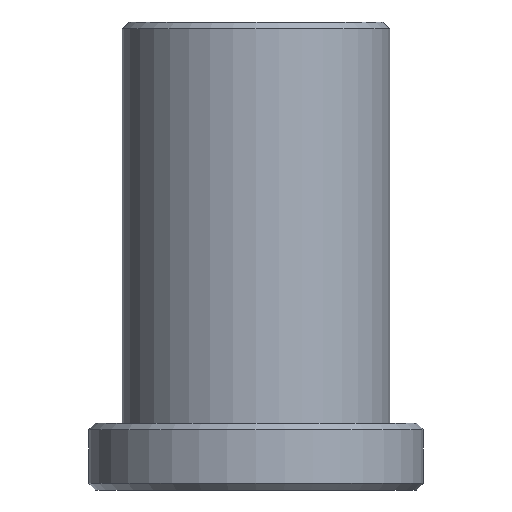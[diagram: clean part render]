
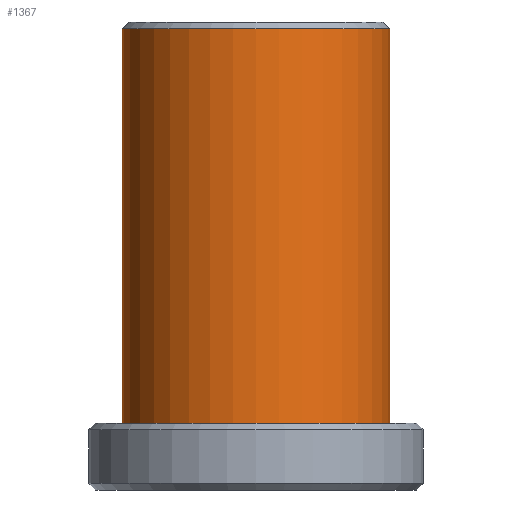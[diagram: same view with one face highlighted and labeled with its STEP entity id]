
A CAD part, front view. The second image highlights one B-rep face of the part: STEP entity #1367.
In plain terms, the highlighted cylindrical face has radius 6 mm (diameter 12 mm), a partial arc.
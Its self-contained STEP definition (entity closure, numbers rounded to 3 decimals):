
#42 = DIRECTION ( 'NONE',  ( 0., 0., -1. ) ) ;
#77 = AXIS2_PLACEMENT_3D ( 'NONE', #299, #102, #547 ) ;
#102 = DIRECTION ( 'NONE',  ( 0., 0., -1. ) ) ;
#105 = DIRECTION ( 'NONE',  ( 0., 0., -1. ) ) ;
#132 = VERTEX_POINT ( 'NONE', #292 ) ;
#181 = EDGE_CURVE ( 'NONE', #660, #294, #186, .T. ) ;
#186 = CIRCLE ( 'NONE', #569, 6. ) ;
#208 = ORIENTED_EDGE ( 'NONE', *, *, #528, .F. ) ;
#292 = CARTESIAN_POINT ( 'NONE',  ( -6., 0., 3. ) ) ;
#294 = VERTEX_POINT ( 'NONE', #590 ) ;
#299 = CARTESIAN_POINT ( 'NONE',  ( 0., 0., 3. ) ) ;
#318 = ORIENTED_EDGE ( 'NONE', *, *, #1242, .T. ) ;
#361 = CARTESIAN_POINT ( 'NONE',  ( 6., 0., 21. ) ) ;
#375 = FACE_OUTER_BOUND ( 'NONE', #1003, .T. ) ;
#528 = EDGE_CURVE ( 'NONE', #859, #132, #627, .T. ) ;
#534 = CARTESIAN_POINT ( 'NONE',  ( 0., 0., 20.7 ) ) ;
#547 = DIRECTION ( 'NONE',  ( -1., 0., 0. ) ) ;
#569 = AXIS2_PLACEMENT_3D ( 'NONE', #534, #42, #1273 ) ;
#584 = DIRECTION ( 'NONE',  ( -1., 0., 0. ) ) ;
#590 = CARTESIAN_POINT ( 'NONE',  ( -6., 0., 20.7 ) ) ;
#627 = CIRCLE ( 'NONE', #77, 6. ) ;
#660 = VERTEX_POINT ( 'NONE', #1317 ) ;
#705 = LINE ( 'NONE', #361, #1245 ) ;
#786 = AXIS2_PLACEMENT_3D ( 'NONE', #904, #1230, #584 ) ;
#809 = CARTESIAN_POINT ( 'NONE',  ( 6., 0., 3. ) ) ;
#859 = VERTEX_POINT ( 'NONE', #809 ) ;
#904 = CARTESIAN_POINT ( 'NONE',  ( 0., 0., 21. ) ) ;
#916 = ORIENTED_EDGE ( 'NONE', *, *, #1328, .F. ) ;
#920 = CYLINDRICAL_SURFACE ( 'NONE', #786, 6. ) ;
#1003 = EDGE_LOOP ( 'NONE', ( #916, #1408, #318, #208 ) ) ;
#1119 = DIRECTION ( 'NONE',  ( 0., 0., -1. ) ) ;
#1120 = LINE ( 'NONE', #1426, #1416 ) ;
#1230 = DIRECTION ( 'NONE',  ( 0., 0., -1. ) ) ;
#1242 = EDGE_CURVE ( 'NONE', #294, #132, #1120, .T. ) ;
#1245 = VECTOR ( 'NONE', #1119, 1000. ) ;
#1273 = DIRECTION ( 'NONE',  ( 1., 0., 0. ) ) ;
#1317 = CARTESIAN_POINT ( 'NONE',  ( 6., 0., 20.7 ) ) ;
#1328 = EDGE_CURVE ( 'NONE', #660, #859, #705, .T. ) ;
#1367 = ADVANCED_FACE ( 'NONE', ( #375 ), #920, .T. ) ;
#1408 = ORIENTED_EDGE ( 'NONE', *, *, #181, .T. ) ;
#1416 = VECTOR ( 'NONE', #105, 1000. ) ;
#1426 = CARTESIAN_POINT ( 'NONE',  ( -6., 0., 21. ) ) ;
